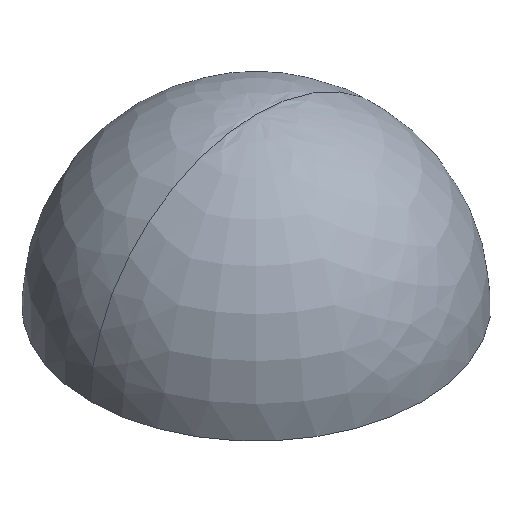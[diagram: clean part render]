
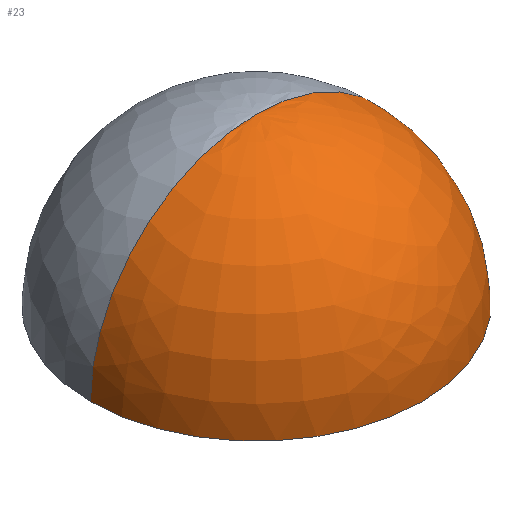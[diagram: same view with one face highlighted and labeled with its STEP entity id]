
A CAD part, isometric view. The second image highlights one B-rep face of the part: STEP entity #23.
In plain terms, the highlighted free-form (B-spline) face has degree [2, 2] with [5, 5] control points.
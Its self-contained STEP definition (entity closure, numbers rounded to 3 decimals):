
#23=ADVANCED_FACE('',(#33),#183,.T.);
#33=FACE_OUTER_BOUND('',#43,.T.);
#43=EDGE_LOOP('',(#93,#94,#95));
#93=ORIENTED_EDGE('',*,*,#121,.T.);
#94=ORIENTED_EDGE('',*,*,#101,.T.);
#95=ORIENTED_EDGE('',*,*,#120,.F.);
#101=EDGE_CURVE('',#159,#160,#142,.T.);
#120=EDGE_CURVE('',#173,#160,#146,.T.);
#121=EDGE_CURVE('',#173,#159,#147,.T.);
#142=TRIMMED_CURVE($,#150,(#436),(#437),.T.,.CARTESIAN.);
#146=TRIMMED_CURVE($,#154,(#559),(#560),.T.,.CARTESIAN.);
#147=TRIMMED_CURVE($,#155,(#562),(#563),.T.,.CARTESIAN.);
#150=CIRCLE('',#280,20.);
#154=CIRCLE('',#284,20.);
#155=CIRCLE('',#285,20.);
#159=VERTEX_POINT('',#403);
#160=VERTEX_POINT('',#404);
#173=VERTEX_POINT('',#417);
#183=(
BOUNDED_SURFACE()
B_SPLINE_SURFACE(2,2,((#375,#376,#377,#378,#379),(#380,#381,#382,#383,#384),
(#385,#386,#387,#388,#389),(#390,#391,#392,#393,#394),(#395,#396,#397,#398,
#399)),.UNSPECIFIED.,.F.,.F.,.F.)
B_SPLINE_SURFACE_WITH_KNOTS((3,2,3),(3,2,3),(62.832,94.248,
125.664),(-31.416,0.,31.416),.UNSPECIFIED.)
GEOMETRIC_REPRESENTATION_ITEM()
RATIONAL_B_SPLINE_SURFACE(((1.,0.707,1.,0.707,1.),
(0.707,0.5,0.707,0.5,0.707),(1.,0.707,
1.,0.707,1.),(0.707,0.5,0.707,0.5,0.707),
(1.,0.707,1.,0.707,1.)))
REPRESENTATION_ITEM('')
SURFACE()
);
#280=AXIS2_PLACEMENT_3D($,#435,#299,#300);
#284=AXIS2_PLACEMENT_3D($,#558,#307,#308);
#285=AXIS2_PLACEMENT_3D($,#561,#309,#310);
#299=DIRECTION('',(0.,-1.,0.));
#300=DIRECTION('',(1.,0.,0.));
#307=DIRECTION('',(0.,1.,0.));
#308=DIRECTION('',(-1.,0.,0.));
#309=DIRECTION('',(0.,0.,1.));
#310=DIRECTION('',(-1.,0.,0.));
#375=CARTESIAN_POINT('',(-0.633,438.596,10.));
#376=CARTESIAN_POINT('',(-20.633,438.596,10.));
#377=CARTESIAN_POINT('',(-20.633,438.596,30.));
#378=CARTESIAN_POINT('',(-20.633,438.596,50.));
#379=CARTESIAN_POINT('',(-0.633,438.596,50.));
#380=CARTESIAN_POINT('',(-0.633,438.596,10.));
#381=CARTESIAN_POINT('',(-20.633,418.596,10.));
#382=CARTESIAN_POINT('',(-20.633,418.596,30.));
#383=CARTESIAN_POINT('',(-20.633,418.596,50.));
#384=CARTESIAN_POINT('',(-0.633,438.596,50.));
#385=CARTESIAN_POINT('',(-0.633,438.596,10.));
#386=CARTESIAN_POINT('',(-0.633,418.596,10.));
#387=CARTESIAN_POINT('',(-0.633,418.596,30.));
#388=CARTESIAN_POINT('',(-0.633,418.596,50.));
#389=CARTESIAN_POINT('',(-0.633,438.596,50.));
#390=CARTESIAN_POINT('',(-0.633,438.596,10.));
#391=CARTESIAN_POINT('',(19.367,418.596,10.));
#392=CARTESIAN_POINT('',(19.367,418.596,30.));
#393=CARTESIAN_POINT('',(19.367,418.596,50.));
#394=CARTESIAN_POINT('',(-0.633,438.596,50.));
#395=CARTESIAN_POINT('',(-0.633,438.596,10.));
#396=CARTESIAN_POINT('',(19.367,438.596,10.));
#397=CARTESIAN_POINT('',(19.367,438.596,30.));
#398=CARTESIAN_POINT('',(19.367,438.596,50.));
#399=CARTESIAN_POINT('',(-0.633,438.596,50.));
#403=CARTESIAN_POINT('',(19.367,438.596,30.));
#404=CARTESIAN_POINT('',(-0.633,438.596,50.));
#417=CARTESIAN_POINT('',(-20.633,438.596,30.));
#435=CARTESIAN_POINT('',(-0.633,438.596,30.));
#436=CARTESIAN_POINT('',(19.367,438.596,30.));
#437=CARTESIAN_POINT('',(-0.633,438.596,50.));
#558=CARTESIAN_POINT('',(-0.633,438.596,30.));
#559=CARTESIAN_POINT('',(-20.633,438.596,30.));
#560=CARTESIAN_POINT('',(-0.633,438.596,50.));
#561=CARTESIAN_POINT('',(-0.633,438.596,30.));
#562=CARTESIAN_POINT('',(-20.633,438.596,30.));
#563=CARTESIAN_POINT('',(19.367,438.596,30.));
